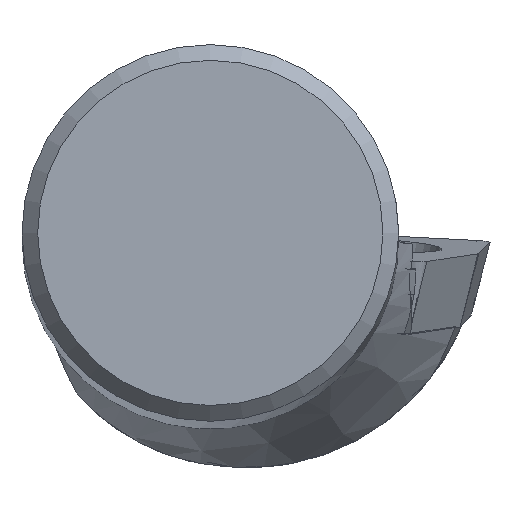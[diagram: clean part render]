
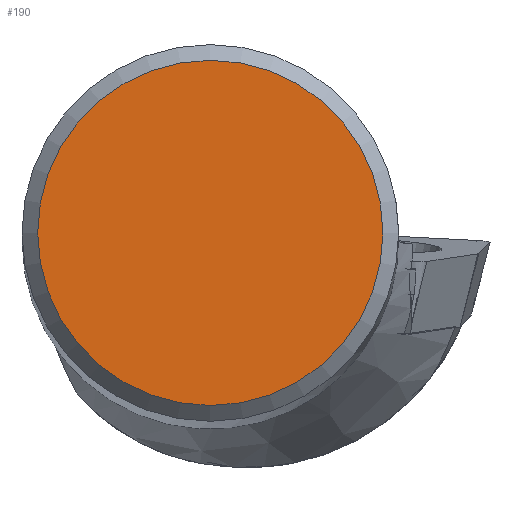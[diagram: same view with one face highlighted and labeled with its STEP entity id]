
A CAD part, top view. The second image highlights one B-rep face of the part: STEP entity #190.
In plain terms, the highlighted planar face has unit normal (0, 0, 1).
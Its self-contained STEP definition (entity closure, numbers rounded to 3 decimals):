
#149=FACE_OUTER_BOUND('',#277,.T.);
#190=ADVANCED_FACE('',(#149),#215,.T.);
#215=PLANE('',#951);
#277=EDGE_LOOP('',(#470));
#309=CIRCLE('',#950,5.493);
#470=ORIENTED_EDGE('',*,*,#686,.F.);
#588=VERTEX_POINT('',#1566);
#686=EDGE_CURVE('',#588,#588,#309,.T.);
#950=AXIS2_PLACEMENT_3D('',#1565,#1150,#1151);
#951=AXIS2_PLACEMENT_3D('',#1567,#1152,#1153);
#1150=DIRECTION('',(0.,0.,-1.));
#1151=DIRECTION('',(-1.,0.,0.));
#1152=DIRECTION('',(0.,0.,1.));
#1153=DIRECTION('',(-1.,0.,0.));
#1565=CARTESIAN_POINT('',(0.,0.,0.));
#1566=CARTESIAN_POINT('',(-5.493,0.,0.));
#1567=CARTESIAN_POINT('',(0.,0.,0.));
